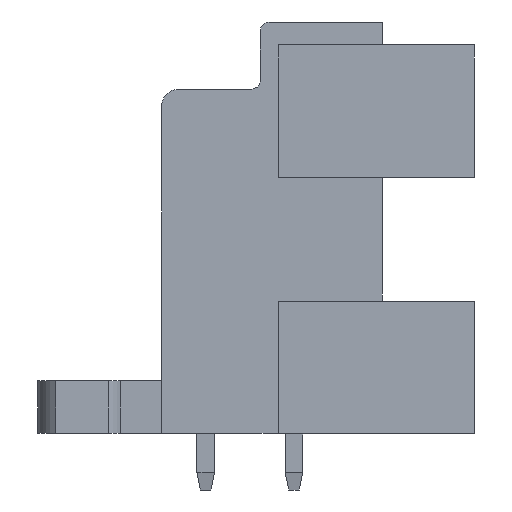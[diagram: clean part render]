
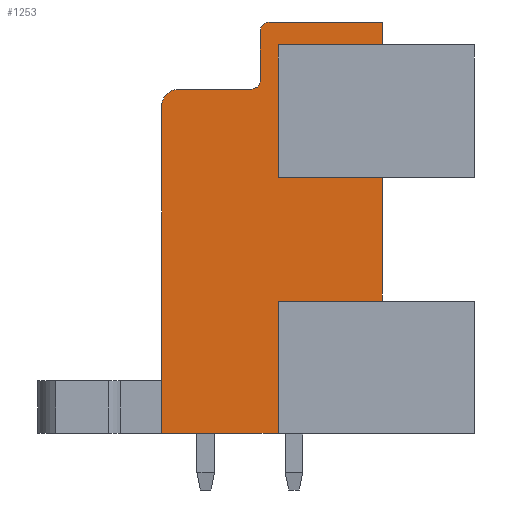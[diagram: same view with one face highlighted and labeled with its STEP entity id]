
A CAD part, left-side view. The second image highlights one B-rep face of the part: STEP entity #1253.
In plain terms, the highlighted planar face has unit normal (-1, 0, 0).
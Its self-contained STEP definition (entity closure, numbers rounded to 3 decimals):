
#105=AXIS2_PLACEMENT_3D('Plane Axis2P3D',#102,#103,#104) ;
#1022=AXIS2_PLACEMENT_3D('Circle Axis2P3D',#1020,#1021,$) ;
#1070=AXIS2_PLACEMENT_3D('Circle Axis2P3D',#1068,#1069,$) ;
#1118=AXIS2_PLACEMENT_3D('Circle Axis2P3D',#1116,#1117,$) ;
#36=CARTESIAN_POINT('Line Origine',(0.7,11.1,6.95)) ;
#40=CARTESIAN_POINT('Vertex',(0.7,11.1,10.7)) ;
#42=CARTESIAN_POINT('Vertex',(0.7,11.1,3.2)) ;
#102=CARTESIAN_POINT('Axis2P3D Location',(0.7,0.,0.)) ;
#142=CARTESIAN_POINT('Line Origine',(0.7,11.1,21.45)) ;
#146=CARTESIAN_POINT('Vertex',(0.7,11.1,25.2)) ;
#148=CARTESIAN_POINT('Vertex',(0.7,11.1,17.7)) ;
#658=CARTESIAN_POINT('Vertex',(0.7,5.2,17.7)) ;
#661=CARTESIAN_POINT('Line Origine',(0.7,5.2,14.2)) ;
#665=CARTESIAN_POINT('Vertex',(0.7,5.2,10.7)) ;
#962=CARTESIAN_POINT('Vertex',(0.7,5.2,26.5)) ;
#965=CARTESIAN_POINT('Line Origine',(0.7,5.2,25.85)) ;
#969=CARTESIAN_POINT('Vertex',(0.7,5.2,25.2)) ;
#993=CARTESIAN_POINT('Vertex',(0.7,11.6,26.5)) ;
#996=CARTESIAN_POINT('Line Origine',(0.7,8.4,26.5)) ;
#1017=CARTESIAN_POINT('Vertex',(0.7,12.1,26.)) ;
#1020=CARTESIAN_POINT('Axis2P3D Location',(0.7,11.6,26.)) ;
#1041=CARTESIAN_POINT('Vertex',(0.7,12.1,23.2)) ;
#1044=CARTESIAN_POINT('Line Origine',(0.7,12.1,24.6)) ;
#1065=CARTESIAN_POINT('Vertex',(0.7,12.6,22.7)) ;
#1068=CARTESIAN_POINT('Axis2P3D Location',(0.7,12.6,23.2)) ;
#1089=CARTESIAN_POINT('Vertex',(0.7,16.7,22.7)) ;
#1092=CARTESIAN_POINT('Line Origine',(0.7,14.65,22.7)) ;
#1113=CARTESIAN_POINT('Vertex',(0.7,17.7,21.7)) ;
#1116=CARTESIAN_POINT('Axis2P3D Location',(0.7,16.7,21.7)) ;
#1167=CARTESIAN_POINT('Vertex',(0.7,17.7,3.2)) ;
#1170=CARTESIAN_POINT('Line Origine',(0.7,17.7,12.45)) ;
#1216=CARTESIAN_POINT('Line Origine',(0.7,8.15,17.7)) ;
#1221=CARTESIAN_POINT('Line Origine',(0.7,8.15,25.2)) ;
#1226=CARTESIAN_POINT('Line Origine',(0.7,14.4,3.2)) ;
#1231=CARTESIAN_POINT('Line Origine',(0.7,8.15,10.7)) ;
#37=DIRECTION('Vector Direction',(0.,0.,1.)) ;
#103=DIRECTION('Axis2P3D Direction',(-1.,0.,0.)) ;
#104=DIRECTION('Axis2P3D XDirection',(0.,-1.,0.)) ;
#143=DIRECTION('Vector Direction',(0.,0.,1.)) ;
#662=DIRECTION('Vector Direction',(0.,0.,-1.)) ;
#966=DIRECTION('Vector Direction',(0.,0.,-1.)) ;
#997=DIRECTION('Vector Direction',(0.,-1.,0.)) ;
#1021=DIRECTION('Axis2P3D Direction',(-1.,0.,0.)) ;
#1045=DIRECTION('Vector Direction',(0.,0.,1.)) ;
#1069=DIRECTION('Axis2P3D Direction',(-1.,0.,0.)) ;
#1093=DIRECTION('Vector Direction',(0.,-1.,0.)) ;
#1117=DIRECTION('Axis2P3D Direction',(-1.,0.,0.)) ;
#1171=DIRECTION('Vector Direction',(0.,0.,1.)) ;
#1217=DIRECTION('Vector Direction',(0.,1.,0.)) ;
#1222=DIRECTION('Vector Direction',(0.,-1.,0.)) ;
#1227=DIRECTION('Vector Direction',(0.,1.,0.)) ;
#1232=DIRECTION('Vector Direction',(0.,-1.,0.)) ;
#38=VECTOR('Line Direction',#37,1.) ;
#144=VECTOR('Line Direction',#143,1.) ;
#663=VECTOR('Line Direction',#662,1.) ;
#967=VECTOR('Line Direction',#966,1.) ;
#998=VECTOR('Line Direction',#997,1.) ;
#1046=VECTOR('Line Direction',#1045,1.) ;
#1094=VECTOR('Line Direction',#1093,1.) ;
#1172=VECTOR('Line Direction',#1171,1.) ;
#1218=VECTOR('Line Direction',#1217,1.) ;
#1223=VECTOR('Line Direction',#1222,1.) ;
#1228=VECTOR('Line Direction',#1227,1.) ;
#1233=VECTOR('Line Direction',#1232,1.) ;
#1237=ORIENTED_EDGE('',*,*,#1220,.F.) ;
#1238=ORIENTED_EDGE('',*,*,#150,.F.) ;
#1239=ORIENTED_EDGE('',*,*,#1225,.F.) ;
#1240=ORIENTED_EDGE('',*,*,#971,.T.) ;
#1241=ORIENTED_EDGE('',*,*,#1000,.T.) ;
#1242=ORIENTED_EDGE('',*,*,#1024,.T.) ;
#1243=ORIENTED_EDGE('',*,*,#1048,.T.) ;
#1244=ORIENTED_EDGE('',*,*,#1072,.T.) ;
#1245=ORIENTED_EDGE('',*,*,#1096,.T.) ;
#1246=ORIENTED_EDGE('',*,*,#1120,.T.) ;
#1247=ORIENTED_EDGE('',*,*,#1174,.T.) ;
#1248=ORIENTED_EDGE('',*,*,#1230,.T.) ;
#1249=ORIENTED_EDGE('',*,*,#44,.F.) ;
#1250=ORIENTED_EDGE('',*,*,#1235,.F.) ;
#1251=ORIENTED_EDGE('',*,*,#667,.T.) ;
#1253=ADVANCED_FACE('Housing',(#1252),#106,.T.) ;
#1023=CIRCLE('generated circle',#1022,0.5) ;
#1071=CIRCLE('generated circle',#1070,0.5) ;
#1119=CIRCLE('generated circle',#1118,1.) ;
#44=EDGE_CURVE('',#41,#43,#39,.F.) ;
#150=EDGE_CURVE('',#147,#149,#145,.F.) ;
#667=EDGE_CURVE('',#666,#659,#664,.F.) ;
#971=EDGE_CURVE('',#970,#963,#968,.F.) ;
#1000=EDGE_CURVE('',#963,#994,#999,.F.) ;
#1024=EDGE_CURVE('',#994,#1018,#1023,.T.) ;
#1048=EDGE_CURVE('',#1018,#1042,#1047,.F.) ;
#1072=EDGE_CURVE('',#1042,#1066,#1071,.F.) ;
#1096=EDGE_CURVE('',#1066,#1090,#1095,.F.) ;
#1120=EDGE_CURVE('',#1090,#1114,#1119,.T.) ;
#1174=EDGE_CURVE('',#1114,#1168,#1173,.F.) ;
#1220=EDGE_CURVE('',#149,#659,#1219,.F.) ;
#1225=EDGE_CURVE('',#970,#147,#1224,.F.) ;
#1230=EDGE_CURVE('',#1168,#43,#1229,.F.) ;
#1235=EDGE_CURVE('',#666,#41,#1234,.F.) ;
#1236=EDGE_LOOP('',(#1237,#1238,#1239,#1240,#1241,#1242,#1243,#1244,#1245,#1246,#1247,#1248,#1249,#1250,#1251)) ;
#1252=FACE_OUTER_BOUND('',#1236,.T.) ;
#39=LINE('Line',#36,#38) ;
#145=LINE('Line',#142,#144) ;
#664=LINE('Line',#661,#663) ;
#968=LINE('Line',#965,#967) ;
#999=LINE('Line',#996,#998) ;
#1047=LINE('Line',#1044,#1046) ;
#1095=LINE('Line',#1092,#1094) ;
#1173=LINE('Line',#1170,#1172) ;
#1219=LINE('Line',#1216,#1218) ;
#1224=LINE('Line',#1221,#1223) ;
#1229=LINE('Line',#1226,#1228) ;
#1234=LINE('Line',#1231,#1233) ;
#106=PLANE('',#105) ;
#41=VERTEX_POINT('',#40) ;
#43=VERTEX_POINT('',#42) ;
#147=VERTEX_POINT('',#146) ;
#149=VERTEX_POINT('',#148) ;
#659=VERTEX_POINT('',#658) ;
#666=VERTEX_POINT('',#665) ;
#963=VERTEX_POINT('',#962) ;
#970=VERTEX_POINT('',#969) ;
#994=VERTEX_POINT('',#993) ;
#1018=VERTEX_POINT('',#1017) ;
#1042=VERTEX_POINT('',#1041) ;
#1066=VERTEX_POINT('',#1065) ;
#1090=VERTEX_POINT('',#1089) ;
#1114=VERTEX_POINT('',#1113) ;
#1168=VERTEX_POINT('',#1167) ;
